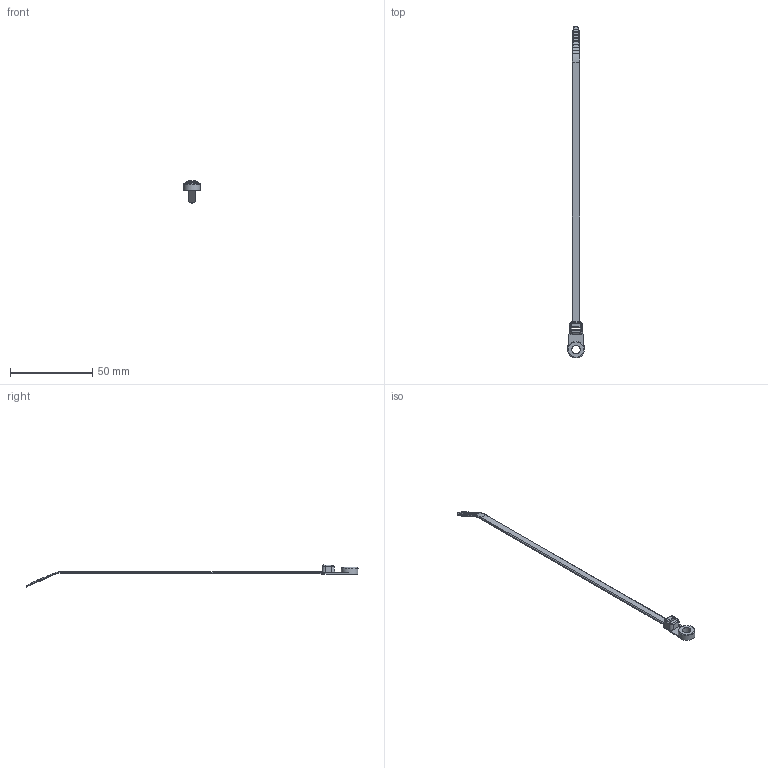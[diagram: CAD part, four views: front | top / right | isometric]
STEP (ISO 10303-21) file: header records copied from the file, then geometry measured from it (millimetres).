
FILE_DESCRIPTION(/* description */ (''),/* implementation_level */ '2;1');
FILE_NAME(/* name */ 'PANDUIT_PLC2S-S10.stp',/* time_stamp */ '2017-03-17T16:49:22-05:00',/* author */ (''),/* organization */ (''),/* preprocessor_version */ 'ST-DEVELOPER v15',/* originating_system */ 'SIEMENS PLM Software NX 8.5',/* authorisation */ '');
FILE_SCHEMA (('AP203_CONFIGURATION_CONTROLLED_3D_DESIGN_OF_MECHANICAL_PARTS_AND_ASSEMBLIES_MIM_LF { 1 0 10303 403 2 1 2}'));
Length unit declared in the file: inch
Products named in the file (1): bwg36080CF9z13v
Bounding box: 10.16 x 202.17 x 13.42 mm (x, y, z)
Volume: 1514.7 mm3; surface area: 2744.5 mm2
Topology: 1 solids, 6 shells, 250 faces, 613 edges, 381 vertices
Faces by surface type: plane 145, cylinder 66, bspline 26, torus 8, extrusion 5
Full cylindrical faces by diameter (mm): 5.08 x1, 10.16 x1
Entity records: 7926 total; most frequent: CARTESIAN_POINT 2072, ORIENTED_EDGE 1218, DIRECTION 1162, EDGE_CURVE 609, AXIS2_PLACEMENT_3D 390, VECTOR 382, VERTEX_POINT 380, LINE 377
